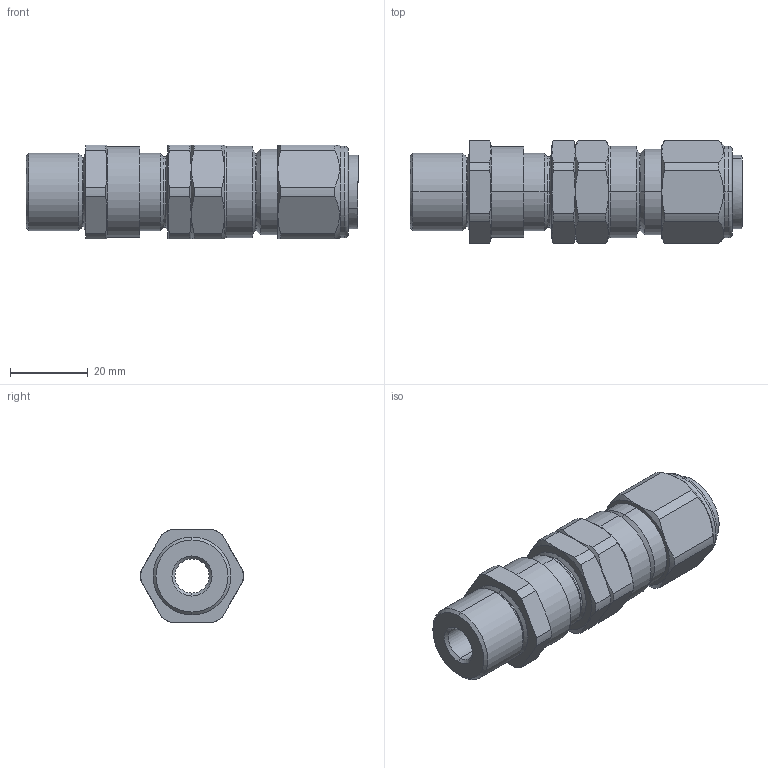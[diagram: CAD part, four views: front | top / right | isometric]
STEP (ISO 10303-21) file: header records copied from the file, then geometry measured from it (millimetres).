
FILE_DESCRIPTION (( 'STEP AP203' ), '1' );
FILE_NAME ('20S16E%1RA.STEP', '2021-04-21T10:22:42', ( '' ), ( '' ), 'SwSTEP 2.0', 'SolidWorks 2017', '' );
FILE_SCHEMA (( 'CONFIG_CONTROL_DESIGN' ));
Length unit declared in the file: millimetre
Products named in the file (1): 20S16E%1RA
Bounding box: 85.3 x 26.39 x 24 mm (x, y, z)
Volume: 23460.6 mm3; surface area: 11300.9 mm2
Topology: 1 solids, 1 shells, 147 faces, 352 edges, 218 vertices
Faces by surface type: cone 52, cylinder 52, plane 37, torus 6
Entity records: 4583 total; most frequent: CARTESIAN_POINT 1106, DIRECTION 732, ORIENTED_EDGE 704, EDGE_CURVE 352, AXIS2_PLACEMENT_3D 308, VERTEX_POINT 218, CIRCLE 160, EDGE_LOOP 160
